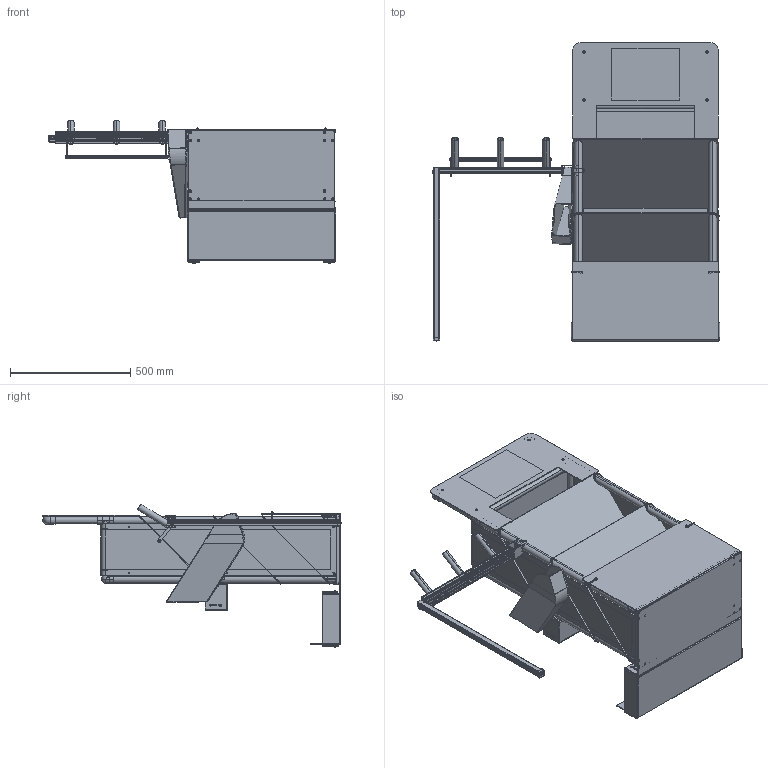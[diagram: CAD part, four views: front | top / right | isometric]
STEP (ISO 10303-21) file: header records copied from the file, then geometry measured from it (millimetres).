
FILE_DESCRIPTION (( 'STEP AP214' ), '1' );
FILE_NAME ('am-4xxx_Red Tower Goal Red.STEP', '2020-09-09T15:15:28', ( '' ), ( '' ), 'SwSTEP 2.0', 'SolidWorks 2019', '' );
FILE_SCHEMA (( 'AUTOMOTIVE_DESIGN' ));
Length unit declared in the file: inch
Products named in the file (44): Mirror9092K330_FLEXIBLE VINYL SQUARE CAPS_9092K33; NG3 Flanged Foot r2; Net Goal 3-1 Reverse Color; Coral bottom to side ziptie - 3 layer; Backboard v1; MirrorLR21-Dxx5 Tower Piviot Bracket r2; Trough bottom to side ziptie; 10-32 Nylock Nut 1_90631A411; Flat to angled Back Top standoff; angled  to angled 6in standoff; angled to angled Front Low standoff; Front to Back Small Pipe; 4880K220_STANDARD-WALL WHITE PVC PIPE FITTING_4880K22; MirrorTrough R3; MirrorFHTS 0.25-20-0.75_FHTS 0.25-20-G-0.75-C; Corral to Tower Goal Ziptie; Rear Upper Net; am-4xxx_Red Tower Goal Red; MirrorNet Goal 3 Trough Assembly r3; Flat to angled Front Top standoff; 4 way Crossed up fitting; Corral and stopperr2; MirrorLR21-Dxx4 Vertical Peanut; FHCS 10-32x1_SCHCSCREW 0.19-32x1x1-HX-C; NG3 Floor Plate; NG3 Goal Plate; MirrorTrough Pipe Wrap ziptie R2; MirrorTower Mounted Ramp with Jump offset angle 2; MirrorFHTS 0.25-20-1.75_FHTS 0.25-20-G-0.75-C; 4880K632_STANDARD-WALL WHITE PVC PIPE FITTING (1)_4880K632; Side Mount Bracket Hose Clamp; MirrorPivot axle short; angled  to angled 12in standoff; MirrorDetailed DaC Rev5 Half1; MirrorTube Target; MirrorTrough bottom to side ziptie; Rear Lower Net; Sides and Top Net; Side to Side Small Pipe; MirrorReset Strut r2 ...
Assembly tree (105 placements, depth 4):
  am-4xxx_Red Tower Goal Red
    MirrorDetailed DaC Rev5 Half1
      MirrorWalnut Extrusion Main Bar Sideways Halves R3
      MirrorTube Target  x3
      MirrorReset Strut r2  x2
      MirrorFHTS 0.25-20-0.75_FHTS 0.25-20-G-0.75-C  x6
      MirrorPivot axle short
      MirrorResetter Churro r2
      MirrorLR21-Dxx5 Tower Piviot Bracket r2
      MirrorLR21-Dxx4 Vertical Peanut
      MirrorFHTS 0.25-20-1.75_FHTS 0.25-20-G-0.75-C  x2
      Mirror9092K330_FLEXIBLE VINYL SQUARE CAPS_9092K33
      Side Mount Bracket Hose Clamp
    Net Goal 3-1 Reverse Color
      NG3 Floor Plate
      NG3 Flanged Foot r2  x4
      angled to angled Front Low standoff  x2
      angled  to angled 6in standoff  x4
      angled  to angled 12in standoff  x4
      Flat to angled Front Top standoff  x2
      Flat to angled Back Top standoff  x2
      NG3 Goal Plate  x2
      4880K632_STANDARD-WALL WHITE PVC PIPE FITTING (1)_4880K632  x2
      4 way Crossed up fitting  x2
      4880K220_STANDARD-WALL WHITE PVC PIPE FITTING_4880K22  x2
      Backboard v1
      Front to Back Small Pipe  x4
      Side to Side Small Pipe  x3
      Net Goal 3 Corral and Stopper R2
        Corral and stopperr2
        Trough bottom to side ziptie  x2
        Coral bottom to side ziptie - 3 layer  x2
        Corral to Tower Goal Ziptie  x2
      Vertical Small Pipe  x4
      FHCS 10-32x1_SCHCSCREW 0.19-32x1x1-HX-C  x12
      10-32 Nylock Nut 1_90631A411  x12
      MirrorNet Goal 3 Trough Assembly r3
        MirrorTrough R3
        MirrorTrough bottom to side ziptie  x4
        MirrorTrough Pipe Wrap ziptie R2  x2
      Sides and Top Net
      Rear Upper Net
      Rear Lower Net
    MirrorTower Mounted Ramp with Jump offset angle 2
Bounding box: 1197.77 x 1241.69 x 598.35 mm (x, y, z)
Volume: 14620298.5 mm3; surface area: 8485681.2 mm2
Topology: 113 solids, 113 shells, 4367 faces, 10653 edges, 6435 vertices
Faces by surface type: cylinder 1621, plane 1426, cone 720, bspline 284, torus 222, sphere 94
Entity records: 66799 total; most frequent: CARTESIAN_POINT 17328, DIRECTION 10133, ORIENTED_EDGE 9712, EDGE_CURVE 4856, AXIS2_PLACEMENT_3D 3806, VERTEX_POINT 3065, LINE 2521, VECTOR 2521
